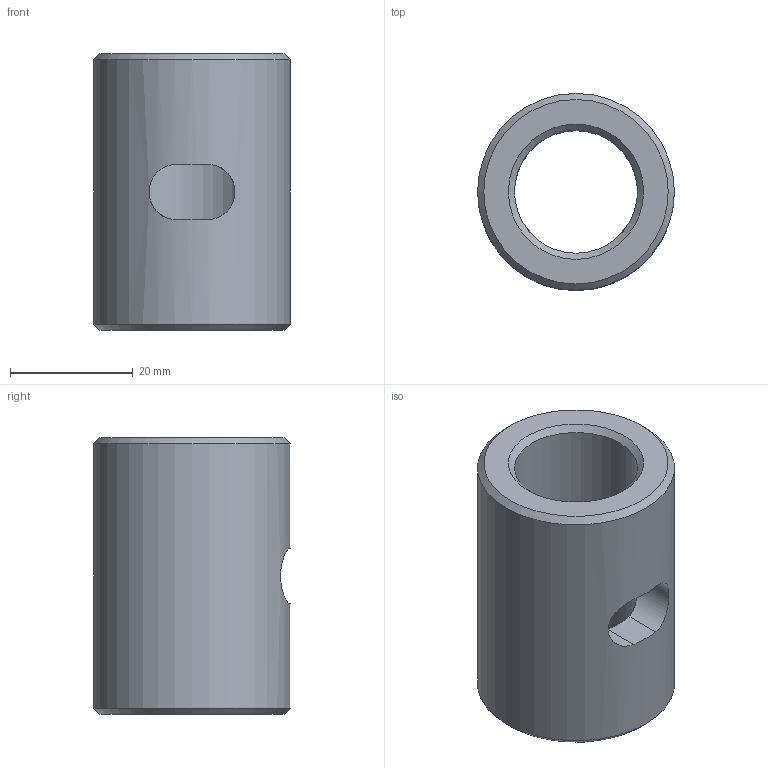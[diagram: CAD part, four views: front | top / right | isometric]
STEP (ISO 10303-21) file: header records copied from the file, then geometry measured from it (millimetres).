
FILE_DESCRIPTION((''),'2;1');
FILE_NAME('850003.ipt.stp','2010-09-05T11:46:28',(''),(''),'Autodesk Inventor 2010','Autodesk Inventor 2010','');
FILE_SCHEMA(('AUTOMOTIVE_DESIGN { 1 0 10303 214 1 1 1 1 }'));
Length unit declared in the file: millimetre
Products named in the file (1): 850003
Bounding box: 32 x 32 x 45 mm (x, y, z)
Volume: 21208.1 mm3; surface area: 8161.4 mm2
Topology: 1 solids, 1 shells, 12 faces, 26 edges, 16 vertices
Faces by surface type: cone 4, plane 4, cylinder 4
Full cylindrical faces by diameter (mm): 20 x1, 32 x1
Entity records: 396 total; most frequent: CARTESIAN_POINT 119, DIRECTION 54, ORIENTED_EDGE 40, AXIS2_PLACEMENT_3D 25, EDGE_LOOP 22, EDGE_CURVE 20, VERTEX_POINT 16, CIRCLE 12
